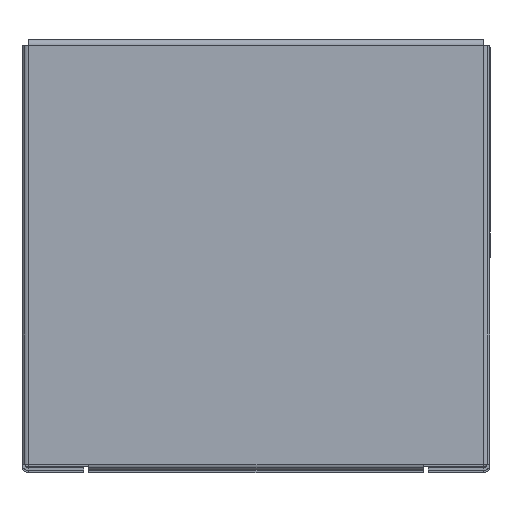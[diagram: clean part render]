
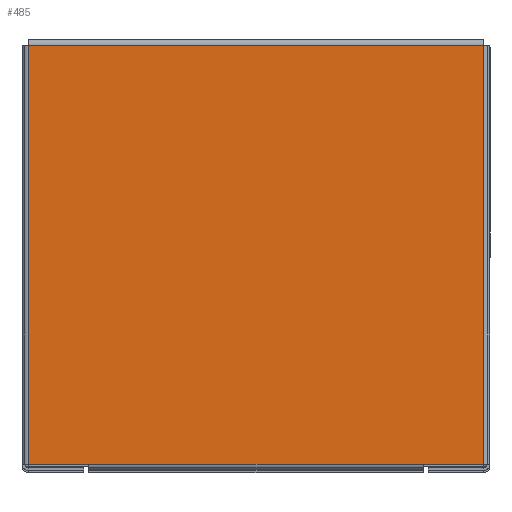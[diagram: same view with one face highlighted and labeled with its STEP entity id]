
A CAD part, top view. The second image highlights one B-rep face of the part: STEP entity #485.
In plain terms, the highlighted face is planar.
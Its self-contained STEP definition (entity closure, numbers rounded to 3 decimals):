
#12 = LINE ( 'NONE', #1106, #1104 ) ;
#57 = LINE ( 'NONE', #825, #824 ) ;
#58 = ORIENTED_EDGE ( 'NONE', *, *, #1100, .F. ) ;
#62 = ORIENTED_EDGE ( 'NONE', *, *, #1801, .F. ) ;
#111 = LINE ( 'NONE', #590, #1405 ) ;
#136 = FACE_OUTER_BOUND ( 'NONE', #1466, .T. ) ;
#168 = EDGE_CURVE ( 'NONE', #1785, #1096, #565, .T. ) ;
#204 = CARTESIAN_POINT ( 'NONE',  ( 92.5, 170., -1.2 ) ) ;
#239 = VERTEX_POINT ( 'NONE', #1563 ) ;
#243 = VECTOR ( 'NONE', #880, 1000. ) ;
#281 = CARTESIAN_POINT ( 'NONE',  ( -92.5, 170., -1.2 ) ) ;
#288 = EDGE_CURVE ( 'NONE', #1973, #1320, #12, .T. ) ;
#296 = DIRECTION ( 'NONE',  ( 0., 1., 0. ) ) ;
#380 = CARTESIAN_POINT ( 'NONE',  ( -95., 0., -1.2 ) ) ;
#485 = ADVANCED_FACE ( 'NONE', ( #136 ), #772, .T. ) ;
#506 = ORIENTED_EDGE ( 'NONE', *, *, #784, .F. ) ;
#565 = LINE ( 'NONE', #1682, #2003 ) ;
#590 = CARTESIAN_POINT ( 'NONE',  ( 68., 0., -1.2 ) ) ;
#672 = DIRECTION ( 'NONE',  ( -1., 0., 0. ) ) ;
#772 = PLANE ( 'NONE',  #805 ) ;
#782 = DIRECTION ( 'NONE',  ( 0., 0., -1. ) ) ;
#784 = EDGE_CURVE ( 'NONE', #1973, #239, #1834, .T. ) ;
#805 = AXIS2_PLACEMENT_3D ( 'NONE', #1255, #782, #1881 ) ;
#824 = VECTOR ( 'NONE', #672, 1000. ) ;
#825 = CARTESIAN_POINT ( 'NONE',  ( -95., 170., -1.2 ) ) ;
#880 = DIRECTION ( 'NONE',  ( 1., 0., 0. ) ) ;
#985 = ORIENTED_EDGE ( 'NONE', *, *, #1173, .T. ) ;
#1049 = DIRECTION ( 'NONE',  ( 0., -1., 0. ) ) ;
#1096 = VERTEX_POINT ( 'NONE', #1987 ) ;
#1100 = EDGE_CURVE ( 'NONE', #1485, #1096, #1314, .T. ) ;
#1104 = VECTOR ( 'NONE', #296, 1000. ) ;
#1106 = CARTESIAN_POINT ( 'NONE',  ( -92.5, 0., -1.2 ) ) ;
#1173 = EDGE_CURVE ( 'NONE', #1485, #239, #111, .T. ) ;
#1203 = DIRECTION ( 'NONE',  ( -1., 0., 0. ) ) ;
#1255 = CARTESIAN_POINT ( 'NONE',  ( 0., 0., -1.2 ) ) ;
#1314 = LINE ( 'NONE', #380, #1668 ) ;
#1319 = ORIENTED_EDGE ( 'NONE', *, *, #288, .T. ) ;
#1320 = VERTEX_POINT ( 'NONE', #281 ) ;
#1405 = VECTOR ( 'NONE', #1203, 1000. ) ;
#1438 = CARTESIAN_POINT ( 'NONE',  ( -92.5, 0., -1.2 ) ) ;
#1466 = EDGE_LOOP ( 'NONE', ( #506, #1319, #62, #1680, #58, #985 ) ) ;
#1485 = VERTEX_POINT ( 'NONE', #1507 ) ;
#1507 = CARTESIAN_POINT ( 'NONE',  ( 68., 0., -1.2 ) ) ;
#1563 = CARTESIAN_POINT ( 'NONE',  ( -68., 0., -1.2 ) ) ;
#1655 = CARTESIAN_POINT ( 'NONE',  ( -95., 0., -1.2 ) ) ;
#1668 = VECTOR ( 'NONE', #1832, 1000. ) ;
#1680 = ORIENTED_EDGE ( 'NONE', *, *, #168, .T. ) ;
#1682 = CARTESIAN_POINT ( 'NONE',  ( 92.5, 170., -1.2 ) ) ;
#1785 = VERTEX_POINT ( 'NONE', #204 ) ;
#1801 = EDGE_CURVE ( 'NONE', #1785, #1320, #57, .T. ) ;
#1832 = DIRECTION ( 'NONE',  ( 1., 0., 0. ) ) ;
#1834 = LINE ( 'NONE', #1655, #243 ) ;
#1881 = DIRECTION ( 'NONE',  ( -1., 0., 0. ) ) ;
#1973 = VERTEX_POINT ( 'NONE', #1438 ) ;
#1987 = CARTESIAN_POINT ( 'NONE',  ( 92.5, 0., -1.2 ) ) ;
#2003 = VECTOR ( 'NONE', #1049, 1000. ) ;
